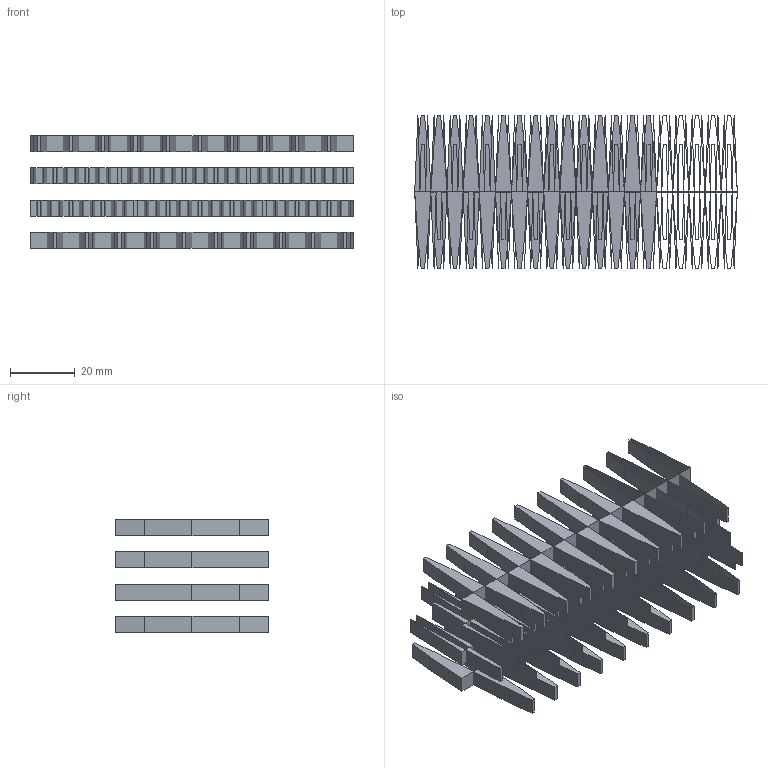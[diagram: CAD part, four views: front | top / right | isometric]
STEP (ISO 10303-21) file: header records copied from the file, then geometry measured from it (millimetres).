
FILE_DESCRIPTION(('Open CASCADE Model'),'2;1');
FILE_NAME('Open CASCADE Shape Model','2024-05-31T12:13:54',('Author'),( 'Open CASCADE'),'Open CASCADE STEP processor 7.7','Open CASCADE 7.7' ,'Unknown');
FILE_SCHEMA(('AUTOMOTIVE_DESIGN { 1 0 10303 214 1 1 1 1 }'));
Length unit declared in the file: millimetre
Products named in the file (5): Open CASCADE STEP translator 7.7 35; Open CASCADE STEP translator 7.7 35.1; Open CASCADE STEP translator 7.7 35.2; Open CASCADE STEP translator 7.7 35.3; Open CASCADE STEP translator 7.7 35.4
Assembly tree (4 placements, depth 2):
  Open CASCADE STEP translator 7.7 35
    Open CASCADE STEP translator 7.7 35.1
    Open CASCADE STEP translator 7.7 35.2
    Open CASCADE STEP translator 7.7 35.3
    Open CASCADE STEP translator 7.7 35.4
Bounding box: 100 x 47.55 x 35 mm (x, y, z)
Volume: 0 mm3; surface area: 43031.2 mm2
Topology: 4 solids, 4 shells, 456 faces, 1224 edges, 776 vertices
Faces by surface type: plane 456
Entity records: 23776 total; most frequent: CARTESIAN_POINT 3949, DIRECTION 3634, LINE 2952, VECTOR 2952, ORIENTED_EDGE 1968, PCURVE 1968, DEFINITIONAL_REPRESENTATION 1968, EDGE_CURVE 984
